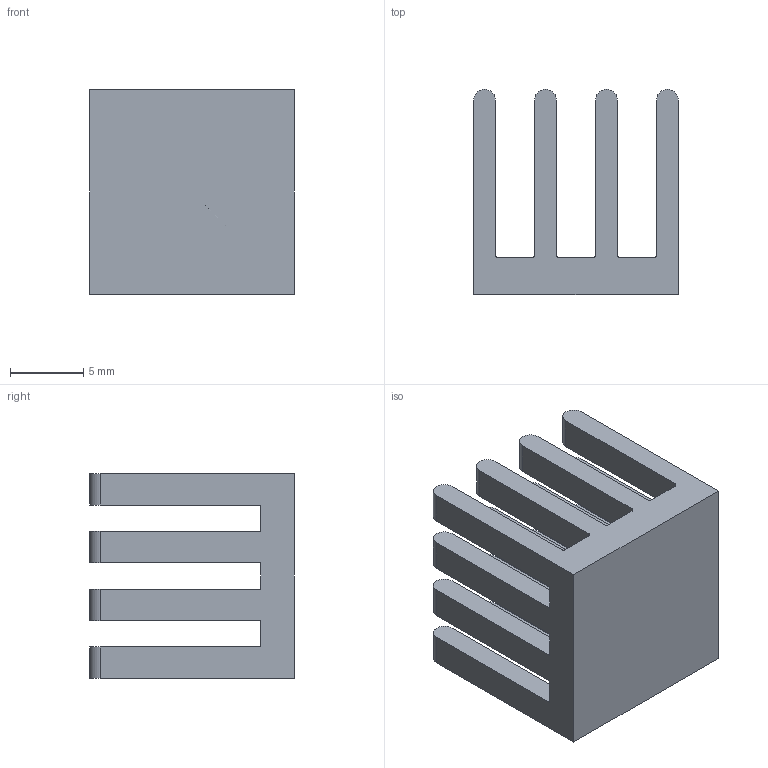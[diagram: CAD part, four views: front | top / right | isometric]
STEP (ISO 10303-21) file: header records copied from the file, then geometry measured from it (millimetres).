
FILE_DESCRIPTION((''),'2;1');
FILE_NAME('ICK_PGA_6x6x14.stp','2014-02-28T12:07:59',('lochen'),(''),'Autodesk Inventor 2012','Autodesk Inventor 2012','');
FILE_SCHEMA(('AUTOMOTIVE_DESIGN { 1 0 10303 214 1 1 1 1 }'));
Length unit declared in the file: millimetre
Products named in the file (1): ICK_PGA_6x6x14
Bounding box: 14 x 14 x 14 mm (x, y, z)
Volume: 1060.4 mm3; surface area: 1856 mm2
Topology: 1 solids, 1 shells, 90 faces, 264 edges, 176 vertices
Faces by surface type: plane 50, cylinder 40
Entity records: 3041 total; most frequent: CARTESIAN_POINT 531, ORIENTED_EDGE 528, DIRECTION 526, EDGE_CURVE 264, VECTOR 184, LINE 184, VERTEX_POINT 176, AXIS2_PLACEMENT_3D 171
